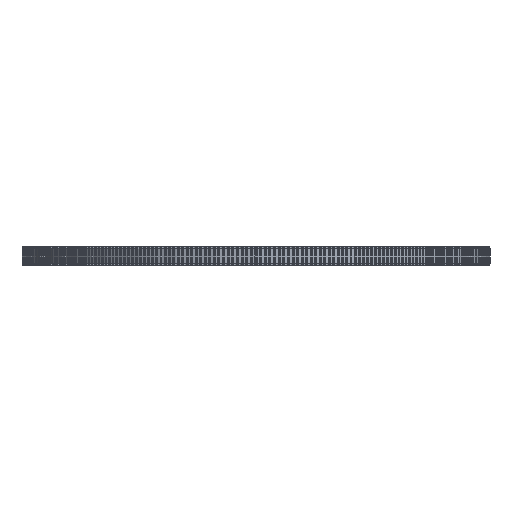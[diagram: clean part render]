
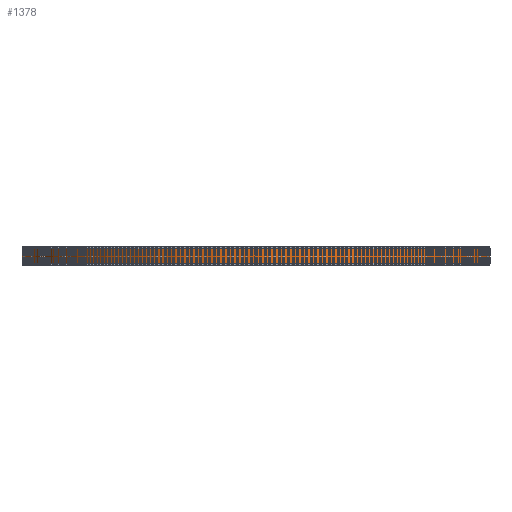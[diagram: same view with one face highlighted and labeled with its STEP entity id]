
A CAD part, front view. The second image highlights one B-rep face of the part: STEP entity #1378.
In plain terms, the highlighted cylindrical face has radius 99.949 mm (diameter 199.899 mm), a full revolution.
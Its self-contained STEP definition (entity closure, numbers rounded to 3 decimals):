
#97=FACE_BOUND('',#5152,.T.);
#98=FACE_BOUND('',#5153,.T.);
#1378=ADVANCED_FACE('',(#97,#98),#2635,.T.);
#2635=CYLINDRICAL_SURFACE('',#27775,99.949);
#5152=EDGE_LOOP('',(#15202));
#5153=EDGE_LOOP('',(#15203));
#15202=ORIENTED_EDGE('',*,*,#21486,.T.);
#15203=ORIENTED_EDGE('',*,*,#21487,.T.);
#17716=VERTEX_POINT('',#44120);
#17717=VERTEX_POINT('',#44122);
#21486=EDGE_CURVE('',#17716,#17716,#24000,.T.);
#21487=EDGE_CURVE('',#17717,#17717,#24001,.T.);
#24000=CIRCLE('',#27773,99.949);
#24001=CIRCLE('',#27774,99.949);
#27773=AXIS2_PLACEMENT_3D('',#44119,#36574,#36575);
#27774=AXIS2_PLACEMENT_3D('',#44121,#36576,#36577);
#27775=AXIS2_PLACEMENT_3D('',#44123,#36578,#36579);
#36574=DIRECTION('',(0.,0.,1.));
#36575=DIRECTION('',(1.,0.,0.));
#36576=DIRECTION('',(0.,0.,-1.));
#36577=DIRECTION('',(1.,0.,0.));
#36578=DIRECTION('',(0.,0.,1.));
#36579=DIRECTION('',(1.,0.,0.));
#44119=CARTESIAN_POINT('',(0.,0.,1.));
#44120=CARTESIAN_POINT('',(99.949,0.,1.));
#44121=CARTESIAN_POINT('',(0.,0.,7.));
#44122=CARTESIAN_POINT('',(99.949,0.,7.));
#44123=CARTESIAN_POINT('',(0.,0.,1.));
